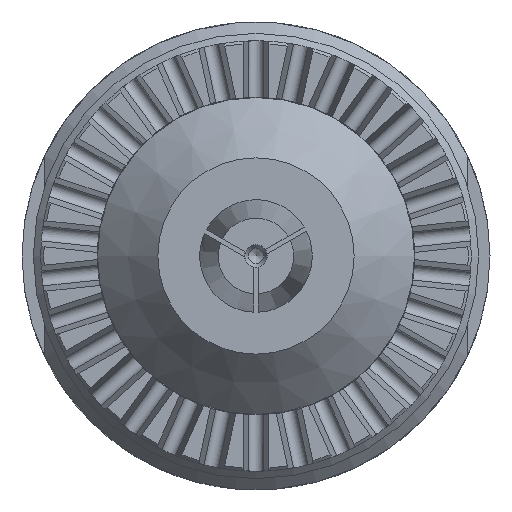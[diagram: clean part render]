
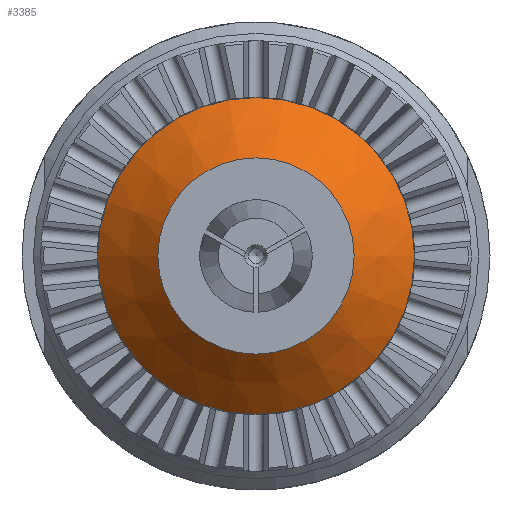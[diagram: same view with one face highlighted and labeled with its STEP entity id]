
A CAD part, left-side view. The second image highlights one B-rep face of the part: STEP entity #3385.
In plain terms, the highlighted conical face has half-angle 45 degrees and reference radius 8.5 mm.
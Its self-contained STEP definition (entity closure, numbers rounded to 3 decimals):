
#3354=CARTESIAN_POINT('',(-110.085,10.5,0.));
#3355=VERTEX_POINT('',#3354);
#3356=CARTESIAN_POINT('',(-110.085,0.,0.));
#3357=DIRECTION('',(1.0,0.0,0.0));
#3358=DIRECTION('',(0.0,1.0,0.0));
#3359=AXIS2_PLACEMENT_3D('',#3356,#3357,#3358);
#3360=CIRCLE('',#3359,10.5);
#3361=EDGE_CURVE('',#3355,#3355,#3360,.T.);
#3366=CARTESIAN_POINT('',(-112.085,0.,0.));
#3367=DIRECTION('',(1.0,0.,0.));
#3368=DIRECTION('',(0.0,1.0,0.0));
#3369=AXIS2_PLACEMENT_3D('',#3366,#3367,#3368);
#3370=CONICAL_SURFACE('',#3369,8.5,45.);
#3371=ORIENTED_EDGE('',*,*,#3361,.F.);
#3372=EDGE_LOOP('',(#3371));
#3373=FACE_OUTER_BOUND('',#3372,.T.);
#3374=CARTESIAN_POINT('',(-114.085,6.5,0.));
#3375=VERTEX_POINT('',#3374);
#3376=CARTESIAN_POINT('',(-114.085,0.,0.));
#3377=DIRECTION('',(1.0,0.0,0.0));
#3378=DIRECTION('',(0.0,1.0,0.0));
#3379=AXIS2_PLACEMENT_3D('',#3376,#3377,#3378);
#3380=CIRCLE('',#3379,6.5);
#3381=EDGE_CURVE('',#3375,#3375,#3380,.T.);
#3382=ORIENTED_EDGE('',*,*,#3381,.T.);
#3383=EDGE_LOOP('',(#3382));
#3384=FACE_BOUND('',#3383,.T.);
#3385=ADVANCED_FACE('',(#3373,#3384),#3370,.T.);
